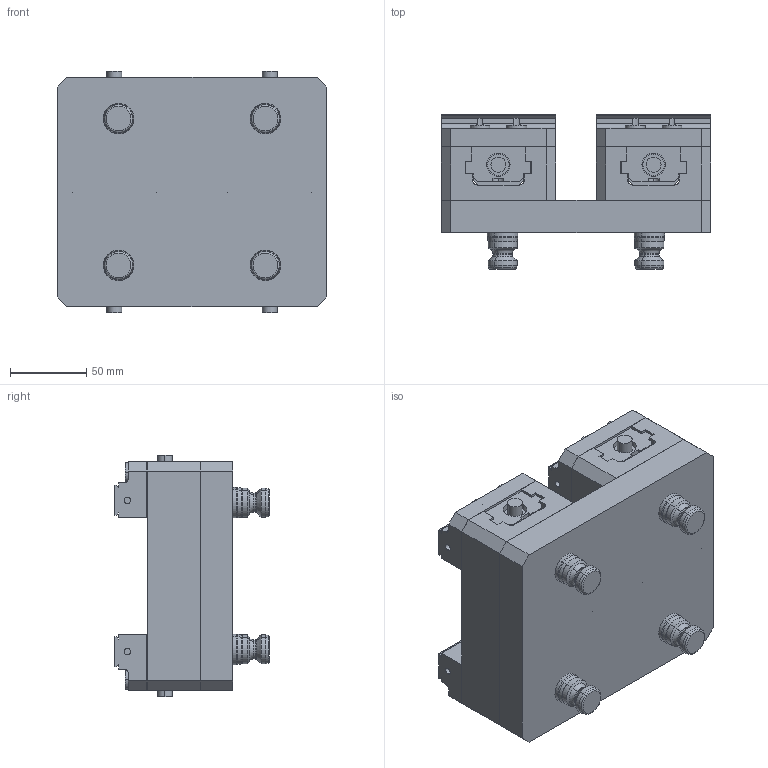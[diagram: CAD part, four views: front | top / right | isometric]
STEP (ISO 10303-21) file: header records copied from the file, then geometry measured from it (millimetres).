
FILE_DESCRIPTION (( 'STEP AP214' ), '1' );
FILE_NAME ('D_R96-2V75150X.STEP', '2020-03-13T21:17:14', ( '' ), ( '' ), 'SwSTEP 2.0', 'SolidWorks 2018', '' );
FILE_SCHEMA (( 'AUTOMOTIVE_DESIGN' ));
Length unit declared in the file: millimetre
Products named in the file (7): D_R96-2V75X; D_V75100X-2; D_R96-2V75150X; D_V75100X-5; D_V75150X; D_PS20F_HARD TURN; D_V75150X-1
Assembly tree (12 placements, depth 3):
  D_R96-2V75150X
    D_R96-2V75X
    D_PS20F_HARD TURN  x4
    D_V75150X  x2
      D_V75150X-1
      D_V75100X-2
      D_V75100X-5
Bounding box: 176.53 x 101.09 x 158 mm (x, y, z)
Volume: 1351428.4 mm3; surface area: 288532.5 mm2
Topology: 15 solids, 15 shells, 878 faces, 2008 edges, 1284 vertices
Faces by surface type: plane 390, cylinder 360, cone 64, torus 64
Entity records: 10115 total; most frequent: DIRECTION 1727, CARTESIAN_POINT 1611, ORIENTED_EDGE 1462, EDGE_CURVE 731, AXIS2_PLACEMENT_3D 662, VERTEX_POINT 470, LINE 403, VECTOR 403
